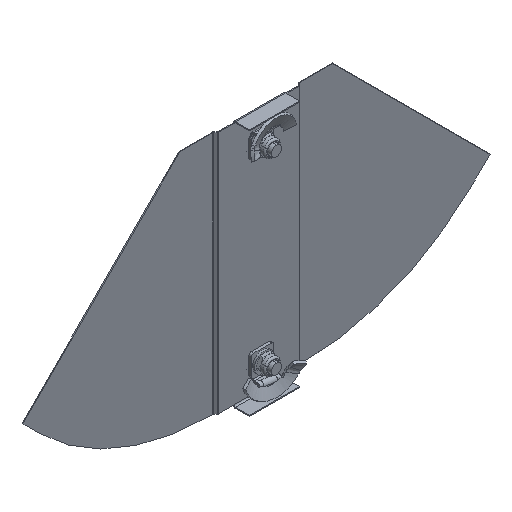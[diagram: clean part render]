
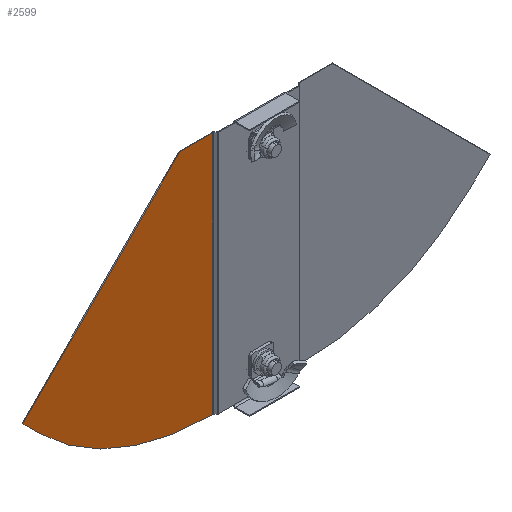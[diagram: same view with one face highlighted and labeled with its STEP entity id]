
A CAD part, isometric view. The second image highlights one B-rep face of the part: STEP entity #2599.
In plain terms, the highlighted planar face has unit normal (0, -1, 0).
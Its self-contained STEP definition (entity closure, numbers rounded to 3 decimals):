
#102 = FACE_OUTER_BOUND ( 'NONE', #593, .T. ) ;
#289 = VERTEX_POINT ( 'NONE', #5643 ) ;
#593 = EDGE_LOOP ( 'NONE', ( #3218, #725, #2419, #6250, #3440, #2371 ) ) ;
#710 = CARTESIAN_POINT ( 'NONE',  ( -173.412, -0.75, -138.941 ) ) ;
#725 = ORIENTED_EDGE ( 'NONE', *, *, #7247, .T. ) ;
#1158 = CARTESIAN_POINT ( 'NONE',  ( -186.777, -0.75, -125.577 ) ) ;
#1273 = LINE ( 'NONE', #710, #7343 ) ;
#1360 = CARTESIAN_POINT ( 'NONE',  ( -34.8, -0.75, 0. ) ) ;
#1662 = VECTOR ( 'NONE', #3803, 1000. ) ;
#1921 = LINE ( 'NONE', #6184, #2508 ) ;
#1952 = DIRECTION ( 'NONE',  ( -0.707, 0., 0.707 ) ) ;
#2371 = ORIENTED_EDGE ( 'NONE', *, *, #7323, .F. ) ;
#2419 = ORIENTED_EDGE ( 'NONE', *, *, #6142, .F. ) ;
#2508 = VECTOR ( 'NONE', #5520, 1000. ) ;
#2548 = DIRECTION ( 'NONE',  ( 0.707, 0., 0.707 ) ) ;
#2570 = CARTESIAN_POINT ( 'NONE',  ( -34.8, -0.75, -1. ) ) ;
#2599 = ADVANCED_FACE ( 'NONE', ( #102 ), #6705, .F. ) ;
#2630 = CARTESIAN_POINT ( 'NONE',  ( -34.8, -0.75, -195. ) ) ;
#2771 = VERTEX_POINT ( 'NONE', #2630 ) ;
#3218 = ORIENTED_EDGE ( 'NONE', *, *, #4554, .F. ) ;
#3227 = AXIS2_PLACEMENT_3D ( 'NONE', #6819, #7413, #3733 ) ;
#3375 = CARTESIAN_POINT ( 'NONE',  ( -37., -0.75, -1. ) ) ;
#3440 = ORIENTED_EDGE ( 'NONE', *, *, #3927, .F. ) ;
#3490 = VERTEX_POINT ( 'NONE', #1158 ) ;
#3512 = DIRECTION ( 'NONE',  ( 1., 0., 0. ) ) ;
#3733 = DIRECTION ( 'NONE',  ( 0., 0., 1. ) ) ;
#3783 = CARTESIAN_POINT ( 'NONE',  ( -186.777, -0.75, -125.577 ) ) ;
#3803 = DIRECTION ( 'NONE',  ( 0., 0., 1. ) ) ;
#3927 = EDGE_CURVE ( 'NONE', #6506, #3490, #1273, .T. ) ;
#4106 = LINE ( 'NONE', #6564, #4859 ) ;
#4485 = EDGE_CURVE ( 'NONE', #3490, #6962, #5482, .T. ) ;
#4554 = EDGE_CURVE ( 'NONE', #2771, #289, #1921, .T. ) ;
#4859 = VECTOR ( 'NONE', #3512, 1000. ) ;
#5221 = AXIS2_PLACEMENT_3D ( 'NONE', #3375, #6503, #7626 ) ;
#5321 = CARTESIAN_POINT ( 'NONE',  ( -173.412, -0.75, -138.941 ) ) ;
#5482 = LINE ( 'NONE', #3783, #7110 ) ;
#5520 = DIRECTION ( 'NONE',  ( -1., 0., 0. ) ) ;
#5643 = CARTESIAN_POINT ( 'NONE',  ( -37., -0.75, -195. ) ) ;
#6142 = EDGE_CURVE ( 'NONE', #6962, #6726, #4106, .T. ) ;
#6184 = CARTESIAN_POINT ( 'NONE',  ( 0., -0.75, -195. ) ) ;
#6238 = CIRCLE ( 'NONE', #5221, 194. ) ;
#6250 = ORIENTED_EDGE ( 'NONE', *, *, #4485, .F. ) ;
#6503 = DIRECTION ( 'NONE',  ( 0., 1., 0. ) ) ;
#6506 = VERTEX_POINT ( 'NONE', #5321 ) ;
#6564 = CARTESIAN_POINT ( 'NONE',  ( -61.2, -0.75, 0. ) ) ;
#6705 = PLANE ( 'NONE',  #3227 ) ;
#6726 = VERTEX_POINT ( 'NONE', #1360 ) ;
#6803 = LINE ( 'NONE', #2570, #1662 ) ;
#6819 = CARTESIAN_POINT ( 'NONE',  ( -37., -0.75, -1. ) ) ;
#6962 = VERTEX_POINT ( 'NONE', #7702 ) ;
#7110 = VECTOR ( 'NONE', #2548, 1000. ) ;
#7247 = EDGE_CURVE ( 'NONE', #2771, #6726, #6803, .T. ) ;
#7323 = EDGE_CURVE ( 'NONE', #289, #6506, #6238, .T. ) ;
#7343 = VECTOR ( 'NONE', #1952, 1000. ) ;
#7413 = DIRECTION ( 'NONE',  ( 0., 1., 0. ) ) ;
#7626 = DIRECTION ( 'NONE',  ( 0., 0., 1. ) ) ;
#7702 = CARTESIAN_POINT ( 'NONE',  ( -61.2, -0.75, 0. ) ) ;
